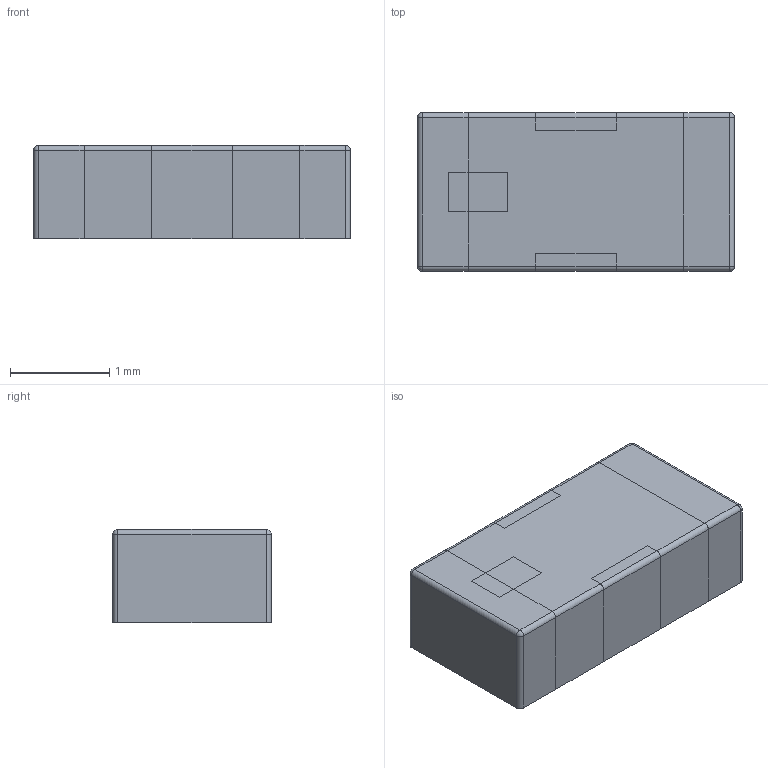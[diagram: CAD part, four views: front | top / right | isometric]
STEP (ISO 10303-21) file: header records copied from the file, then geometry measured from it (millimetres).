
FILE_DESCRIPTION(/* description */ ('model of Filter_Mini-Circuits_FV1206'),/* implementation_level */ '2;1');
FILE_NAME(/* name */ 'Filter_Mini-Circuits_FV1206.step',/* time_stamp */ '2019-01-07T19:06:29',/* author */ ('kicad StepUp','ksu'),/* organization */ ('FreeCAD'),/* preprocessor_version */ 'OCC',/* originating_system */ 'kicad StepUp',/* authorisation */ '');
FILE_SCHEMA(('AUTOMOTIVE_DESIGN { 1 0 10303 214 1 1 1 1 }'));
Length unit declared in the file: millimetre
Products named in the file (1): A_FV1206
Bounding box: 3.2 x 1.6 x 0.94 mm (x, y, z)
Volume: 4.8 mm3; surface area: 19 mm2
Topology: 1 solids, 1 shells, 44 faces, 104 edges, 58 vertices
Faces by surface type: plane 24, cylinder 16, sphere 4
Entity records: 848 total; most frequent: ORIENTED_EDGE 172, EDGE_CURVE 100, CARTESIAN_POINT 99, LINE 66, VERTEX_POINT 58, AXIS2_PLACEMENT_3D 57, ADVANCED_FACE 44, FACE_BOUND 44
